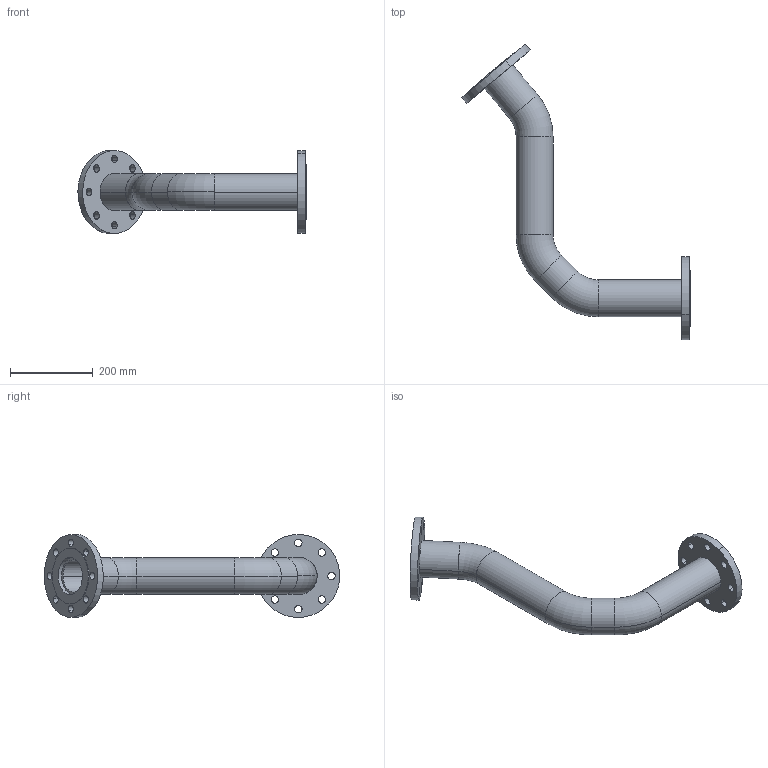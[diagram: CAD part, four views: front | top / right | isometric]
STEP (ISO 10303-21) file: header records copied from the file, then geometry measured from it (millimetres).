
FILE_DESCRIPTION (( 'STEP AP203' ), '1' );
FILE_NAME ('3996-35_REV_.step', '2026-03-02T23:56:49', ( '' ), ( '' ), 'SwSTEP 2.0', 'SolidWorks 2025', '' );
FILE_SCHEMA (( 'CONFIG_CONTROL_DESIGN' ));
Length unit declared in the file: millimetre
Products named in the file (5): OEM-80-LR-40-316L_OEM-80x40-LR-40-316L<As Machined>; 3996-35-10_Default<As Machined>; 3996-35_REV_; OEM-80NB-PN10-SO-316L_80NB BORE; OEM-80x45-LR-40-316L_Default<As Machined>
Assembly tree (6 placements, depth 2):
  3996-35_REV_
    3996-35-10_Default<As Machined>
    OEM-80NB-PN10-SO-316L_80NB BORE  x2
    OEM-80x45-LR-40-316L_Default<As Machined>  x2
    OEM-80-LR-40-316L_OEM-80x40-LR-40-316L<As Machined>
Bounding box: 550.25 x 712.59 x 199.81 mm (x, y, z)
Volume: 2102120.8 mm3; surface area: 617364.2 mm2
Topology: 9 solids, 9 shells, 92 faces, 216 edges, 144 vertices
Faces by surface type: cylinder 60, plane 20, torus 12
Entity records: 2413 total; most frequent: DIRECTION 378, CARTESIAN_POINT 300, ORIENTED_EDGE 276, AXIS2_PLACEMENT_3D 170, EDGE_CURVE 138, CIRCLE 100, EDGE_LOOP 92, VERTEX_POINT 92
